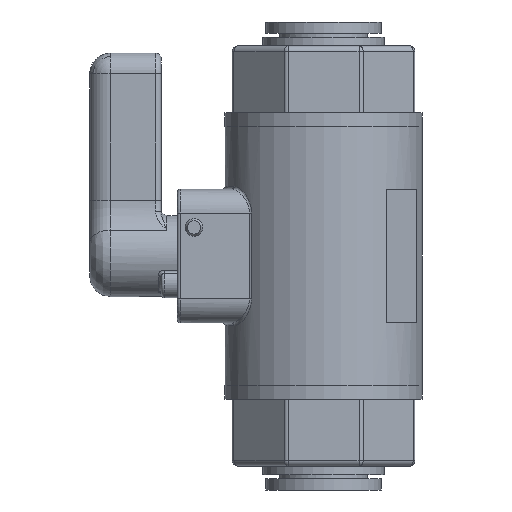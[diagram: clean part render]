
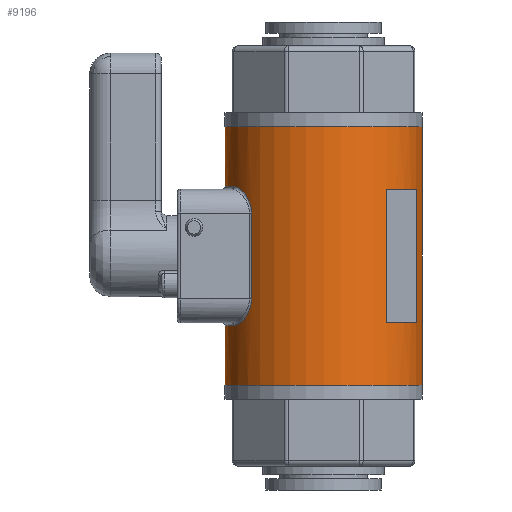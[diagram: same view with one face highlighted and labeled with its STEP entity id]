
A CAD part, left-side view. The second image highlights one B-rep face of the part: STEP entity #9196.
In plain terms, the highlighted cylindrical face has radius 13.145 mm (diameter 26.289 mm), a full revolution.
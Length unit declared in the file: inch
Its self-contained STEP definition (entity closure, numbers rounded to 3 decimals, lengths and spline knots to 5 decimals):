
#458=FACE_BOUND($,#1862,.T.);
#459=FACE_BOUND($,#1863,.T.);
#460=FACE_BOUND($,#1864,.T.);
#461=FACE_BOUND($,#1865,.T.);
#828=CIRCLE($,#9813,0.5175);
#834=CIRCLE($,#9821,0.5175);
#839=CIRCLE($,#9831,0.5175);
#840=CIRCLE($,#9832,0.5175);
#841=CIRCLE($,#9833,0.5175);
#842=CIRCLE($,#9834,0.5175);
#843=CIRCLE($,#9835,0.5175);
#844=CIRCLE($,#9836,0.5175);
#1298=FACE_OUTER_BOUND($,#1861,.T.);
#1861=EDGE_LOOP($,(#6414));
#1862=EDGE_LOOP($,(#6415));
#1863=EDGE_LOOP($,(#6416,#6417,#6418,#6419));
#1864=EDGE_LOOP($,(#6420,#6421,#6422,#6423));
#1865=EDGE_LOOP($,(#6424,#6425,#6426,#6427,#6428,#6429,#6430,#6431));
#2550=B_SPLINE_CURVE_WITH_KNOTS($,3,(#13303,#13304,#13305,#13306,#13307,
#13308),.UNSPECIFIED.,.F.,.F.,(4,1,1,4),(0.,0.26217,0.43695,
0.61173),.UNSPECIFIED.);
#2552=B_SPLINE_CURVE_WITH_KNOTS($,3,(#13354,#13355,#13356,#13357,#13358,
#13359),.UNSPECIFIED.,.F.,.F.,(4,1,1,4),(0.,0.08736,0.26209,
0.61155),.UNSPECIFIED.);
#2554=B_SPLINE_CURVE_WITH_KNOTS($,3,(#13405,#13406,#13407,#13408,#13409,
#13410),.UNSPECIFIED.,.F.,.F.,(4,1,1,4),(0.,0.26217,0.43695,
0.61173),.UNSPECIFIED.);
#2556=B_SPLINE_CURVE_WITH_KNOTS($,3,(#13453,#13454,#13455,#13456,#13457,
#13458),.UNSPECIFIED.,.F.,.F.,(4,1,1,4),(0.,0.08739,
0.26217,0.61173),.UNSPECIFIED.);
#2892=LINE($,#13263,#3461);
#2893=LINE($,#13364,#3462);
#2902=LINE($,#13488,#3471);
#2903=LINE($,#13491,#3472);
#2904=LINE($,#13496,#3473);
#2905=LINE($,#13499,#3474);
#3461=VECTOR($,#10761,0.45);
#3462=VECTOR($,#10778,0.45);
#3471=VECTOR($,#10819,0.7);
#3472=VECTOR($,#10822,0.7);
#3473=VECTOR($,#10825,0.7);
#3474=VECTOR($,#10828,0.7);
#4063=VERTEX_POINT($,#13256);
#4066=VERTEX_POINT($,#13261);
#4068=VERTEX_POINT($,#13301);
#4070=VERTEX_POINT($,#13311);
#4072=VERTEX_POINT($,#13352);
#4074=VERTEX_POINT($,#13362);
#4076=VERTEX_POINT($,#13403);
#4078=VERTEX_POINT($,#13413);
#4085=VERTEX_POINT($,#13480);
#4086=VERTEX_POINT($,#13482);
#4087=VERTEX_POINT($,#13484);
#4088=VERTEX_POINT($,#13485);
#4089=VERTEX_POINT($,#13487);
#4090=VERTEX_POINT($,#13489);
#4091=VERTEX_POINT($,#13492);
#4092=VERTEX_POINT($,#13493);
#4093=VERTEX_POINT($,#13495);
#4094=VERTEX_POINT($,#13497);
#4978=EDGE_CURVE($,#4066,#4063,#2892,.T.);
#4981=EDGE_CURVE($,#4068,#4066,#2550,.T.);
#4983=EDGE_CURVE($,#4070,#4068,#828,.T.);
#4987=EDGE_CURVE($,#4072,#4070,#2552,.T.);
#4989=EDGE_CURVE($,#4074,#4072,#2893,.T.);
#4993=EDGE_CURVE($,#4076,#4074,#2554,.T.);
#4995=EDGE_CURVE($,#4078,#4076,#834,.T.);
#4998=EDGE_CURVE($,#4063,#4078,#2556,.T.);
#5009=EDGE_CURVE($,#4085,#4085,#839,.T.);
#5010=EDGE_CURVE($,#4086,#4086,#840,.T.);
#5011=EDGE_CURVE($,#4087,#4088,#841,.T.);
#5012=EDGE_CURVE($,#4088,#4089,#2902,.T.);
#5013=EDGE_CURVE($,#4089,#4090,#842,.T.);
#5014=EDGE_CURVE($,#4090,#4087,#2903,.T.);
#5015=EDGE_CURVE($,#4091,#4092,#843,.T.);
#5016=EDGE_CURVE($,#4092,#4093,#2904,.T.);
#5017=EDGE_CURVE($,#4093,#4094,#844,.T.);
#5018=EDGE_CURVE($,#4094,#4091,#2905,.T.);
#6414=ORIENTED_EDGE($,*,*,#5009,.T.);
#6415=ORIENTED_EDGE($,*,*,#5010,.T.);
#6416=ORIENTED_EDGE($,*,*,#5011,.T.);
#6417=ORIENTED_EDGE($,*,*,#5012,.T.);
#6418=ORIENTED_EDGE($,*,*,#5013,.T.);
#6419=ORIENTED_EDGE($,*,*,#5014,.T.);
#6420=ORIENTED_EDGE($,*,*,#5015,.T.);
#6421=ORIENTED_EDGE($,*,*,#5016,.T.);
#6422=ORIENTED_EDGE($,*,*,#5017,.T.);
#6423=ORIENTED_EDGE($,*,*,#5018,.T.);
#6424=ORIENTED_EDGE($,*,*,#4978,.F.);
#6425=ORIENTED_EDGE($,*,*,#4981,.F.);
#6426=ORIENTED_EDGE($,*,*,#4983,.F.);
#6427=ORIENTED_EDGE($,*,*,#4987,.F.);
#6428=ORIENTED_EDGE($,*,*,#4989,.F.);
#6429=ORIENTED_EDGE($,*,*,#4993,.F.);
#6430=ORIENTED_EDGE($,*,*,#4995,.F.);
#6431=ORIENTED_EDGE($,*,*,#4998,.F.);
#9045=CYLINDRICAL_SURFACE($,#9830,0.5175);
#9196=ADVANCED_FACE($,(#1298,#458,#459,#460,#461),#9045,.T.);
#9813=AXIS2_PLACEMENT_3D($,#13313,#10768,#10769);
#9821=AXIS2_PLACEMENT_3D($,#13415,#10786,#10787);
#9830=AXIS2_PLACEMENT_3D($,#13479,#10811,#10812);
#9831=AXIS2_PLACEMENT_3D($,#13481,#10813,#10814);
#9832=AXIS2_PLACEMENT_3D($,#13483,#10815,#10816);
#9833=AXIS2_PLACEMENT_3D($,#13486,#10817,#10818);
#9834=AXIS2_PLACEMENT_3D($,#13490,#10820,#10821);
#9835=AXIS2_PLACEMENT_3D($,#13494,#10823,#10824);
#9836=AXIS2_PLACEMENT_3D($,#13498,#10826,#10827);
#10761=DIRECTION($,(0.,0.,-1.));
#10768=DIRECTION('center_axis',(0.,0.,-1.));
#10769=DIRECTION('ref_axis',(0.,1.,0.));
#10778=DIRECTION($,(0.,0.,1.));
#10786=DIRECTION('center_axis',(0.,0.,1.));
#10787=DIRECTION('ref_axis',(0.,1.,0.));
#10811=DIRECTION('center_axis',(0.,0.,1.));
#10812=DIRECTION('ref_axis',(-1.,0.,0.));
#10813=DIRECTION('center_axis',(0.,0.,1.));
#10814=DIRECTION('ref_axis',(-1.,0.,0.));
#10815=DIRECTION('center_axis',(0.,0.,-1.));
#10816=DIRECTION('ref_axis',(-1.,0.,0.));
#10817=DIRECTION('center_axis',(0.,0.,-1.));
#10818=DIRECTION('ref_axis',(-1.,0.,0.));
#10819=DIRECTION($,(0.,0.,1.));
#10820=DIRECTION('center_axis',(0.,0.,1.));
#10821=DIRECTION('ref_axis',(-1.,0.,0.));
#10822=DIRECTION($,(0.,0.,-1.));
#10823=DIRECTION('center_axis',(0.,0.,-1.));
#10824=DIRECTION('ref_axis',(-1.,0.,0.));
#10825=DIRECTION($,(0.,0.,1.));
#10826=DIRECTION('center_axis',(0.,0.,1.));
#10827=DIRECTION('ref_axis',(-1.,0.,0.));
#10828=DIRECTION($,(0.,0.,-1.));
#13256=CARTESIAN_POINT('',(0.35472,0.3768,-0.225));
#13261=CARTESIAN_POINT('',(0.35472,0.3768,0.225));
#13263=CARTESIAN_POINT($,(0.35472,0.3768,0.));
#13301=CARTESIAN_POINT('',(0.21866,0.46903,0.365));
#13303=CARTESIAN_POINT('Ctrl Pts',(0.21866,0.46903,
0.365));
#13304=CARTESIAN_POINT('Ctrl Pts',(0.24897,0.45491,
0.365));
#13305=CARTESIAN_POINT('Ctrl Pts',(0.29658,0.42625,
0.34766));
#13306=CARTESIAN_POINT('Ctrl Pts',(0.34288,0.38823,
0.29302));
#13307=CARTESIAN_POINT('Ctrl Pts',(0.35472,0.3768,
0.24794));
#13308=CARTESIAN_POINT('Ctrl Pts',(0.35472,0.3768,
0.225));
#13311=CARTESIAN_POINT('',(-0.21866,0.46903,0.365));
#13313=CARTESIAN_POINT('Origin',(0.,0.,0.365));
#13352=CARTESIAN_POINT('',(-0.35472,0.3768,0.225));
#13354=CARTESIAN_POINT('Ctrl Pts',(-0.35472,0.3768,
0.225));
#13355=CARTESIAN_POINT('Ctrl Pts',(-0.35472,0.3768,
0.23647));
#13356=CARTESIAN_POINT('Ctrl Pts',(-0.35036,0.38082,
0.2712));
#13357=CARTESIAN_POINT('Ctrl Pts',(-0.31527,0.41289,
0.33806));
#13358=CARTESIAN_POINT('Ctrl Pts',(-0.25906,0.4502,
0.365));
#13359=CARTESIAN_POINT('Ctrl Pts',(-0.21866,0.46903,
0.365));
#13362=CARTESIAN_POINT('',(-0.35472,0.3768,-0.225));
#13364=CARTESIAN_POINT($,(-0.35472,0.3768,0.));
#13403=CARTESIAN_POINT('',(-0.21866,0.46903,-0.365));
#13405=CARTESIAN_POINT('Ctrl Pts',(-0.21866,0.46903,
-0.365));
#13406=CARTESIAN_POINT('Ctrl Pts',(-0.24897,0.45491,
-0.365));
#13407=CARTESIAN_POINT('Ctrl Pts',(-0.29658,0.42625,
-0.34766));
#13408=CARTESIAN_POINT('Ctrl Pts',(-0.34288,0.38823,
-0.29302));
#13409=CARTESIAN_POINT('Ctrl Pts',(-0.35472,0.3768,
-0.24794));
#13410=CARTESIAN_POINT('Ctrl Pts',(-0.35472,0.3768,
-0.225));
#13413=CARTESIAN_POINT('',(0.21866,0.46903,-0.365));
#13415=CARTESIAN_POINT('Origin',(0.,0.,-0.365));
#13453=CARTESIAN_POINT('Ctrl Pts',(0.35472,0.3768,
-0.225));
#13454=CARTESIAN_POINT('Ctrl Pts',(0.35472,0.3768,
-0.23647));
#13455=CARTESIAN_POINT('Ctrl Pts',(0.35033,0.38086,
-0.2714));
#13456=CARTESIAN_POINT('Ctrl Pts',(0.31516,0.41296,
-0.33805));
#13457=CARTESIAN_POINT('Ctrl Pts',(0.25907,0.4502,
-0.365));
#13458=CARTESIAN_POINT('Ctrl Pts',(0.21866,0.46903,
-0.365));
#13479=CARTESIAN_POINT('Origin',(0.,0.,0.));
#13480=CARTESIAN_POINT('',(0.5175,0.,-0.677));
#13481=CARTESIAN_POINT('Origin',(0.,0.,-0.677));
#13482=CARTESIAN_POINT('',(0.5175,0.,0.677));
#13483=CARTESIAN_POINT('Origin',(0.,0.,0.677));
#13484=CARTESIAN_POINT('',(0.4,-0.32834,-0.35));
#13485=CARTESIAN_POINT('',(0.17915,-0.4855,-0.35));
#13486=CARTESIAN_POINT('Origin',(0.,0.,-0.35));
#13487=CARTESIAN_POINT('',(0.17915,-0.4855,0.35));
#13488=CARTESIAN_POINT($,(0.17915,-0.4855,0.));
#13489=CARTESIAN_POINT('',(0.4,-0.32834,0.35));
#13490=CARTESIAN_POINT('Origin',(0.,0.,0.35));
#13491=CARTESIAN_POINT($,(0.4,-0.32834,0.));
#13492=CARTESIAN_POINT('',(-0.17915,-0.4855,-0.35));
#13493=CARTESIAN_POINT('',(-0.4,-0.32834,-0.35));
#13494=CARTESIAN_POINT('Origin',(0.,0.,-0.35));
#13495=CARTESIAN_POINT('',(-0.4,-0.32834,0.35));
#13496=CARTESIAN_POINT($,(-0.4,-0.32834,0.));
#13497=CARTESIAN_POINT('',(-0.17915,-0.4855,0.35));
#13498=CARTESIAN_POINT('Origin',(0.,0.,0.35));
#13499=CARTESIAN_POINT($,(-0.17915,-0.4855,0.));
